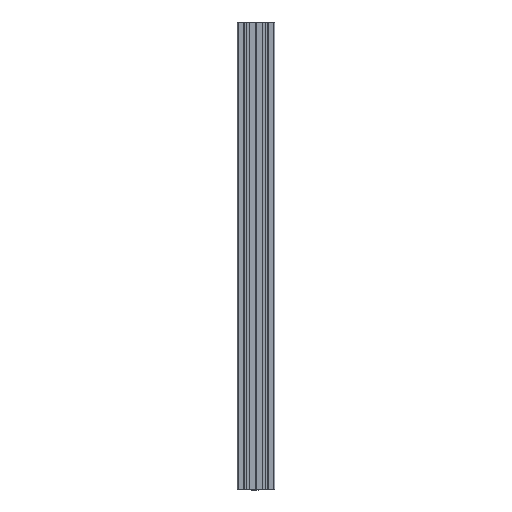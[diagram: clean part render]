
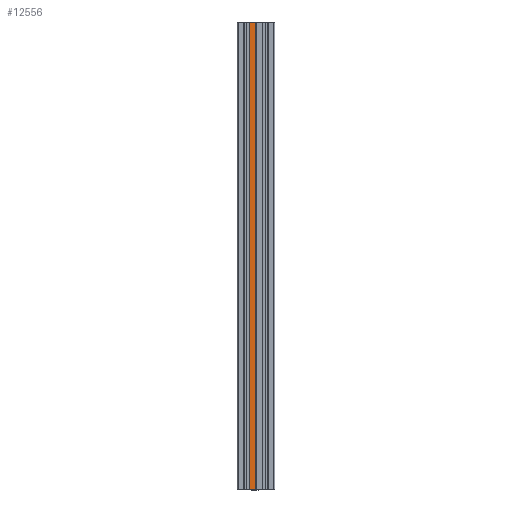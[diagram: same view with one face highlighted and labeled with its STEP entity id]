
A CAD part, front view. The second image highlights one B-rep face of the part: STEP entity #12556.
In plain terms, the highlighted planar face has unit normal (0, -1, 0).
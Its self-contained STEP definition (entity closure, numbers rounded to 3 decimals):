
#317 = VERTEX_POINT ( 'NONE', #5466 ) ;
#475 = DIRECTION ( 'NONE',  ( -1., 0., 0. ) ) ;
#490 = CARTESIAN_POINT ( 'NONE',  ( 19.75, -20., 0. ) ) ;
#582 = DIRECTION ( 'NONE',  ( 0., -1., 0. ) ) ;
#1422 = ORIENTED_EDGE ( 'NONE', *, *, #22784, .T. ) ;
#1615 = VECTOR ( 'NONE', #16236, 1000. ) ;
#2920 = FACE_OUTER_BOUND ( 'NONE', #3651, .T. ) ;
#3651 = EDGE_LOOP ( 'NONE', ( #1422, #9189, #19098, #19258 ) ) ;
#4245 = VERTEX_POINT ( 'NONE', #22971 ) ;
#5466 = CARTESIAN_POINT ( 'NONE',  ( 6.325, -20., 0. ) ) ;
#6196 = VECTOR ( 'NONE', #6309, 1000. ) ;
#6309 = DIRECTION ( 'NONE',  ( 0., 0., 1. ) ) ;
#6530 = AXIS2_PLACEMENT_3D ( 'NONE', #8365, #582, #6804 ) ;
#6804 = DIRECTION ( 'NONE',  ( -1., 0., 0. ) ) ;
#8365 = CARTESIAN_POINT ( 'NONE',  ( 5.1, -20., -1028.284 ) ) ;
#8487 = PLANE ( 'NONE',  #6530 ) ;
#9019 = VERTEX_POINT ( 'NONE', #21641 ) ;
#9189 = ORIENTED_EDGE ( 'NONE', *, *, #10543, .T. ) ;
#10196 = CARTESIAN_POINT ( 'NONE',  ( 6.325, -20., 0. ) ) ;
#10543 = EDGE_CURVE ( 'NONE', #12035, #317, #23178, .T. ) ;
#10700 = LINE ( 'NONE', #18230, #13146 ) ;
#12035 = VERTEX_POINT ( 'NONE', #490 ) ;
#12556 = ADVANCED_FACE ( 'NONE', ( #2920 ), #8487, .T. ) ;
#13146 = VECTOR ( 'NONE', #475, 1000. ) ;
#15637 = VECTOR ( 'NONE', #22791, 1000. ) ;
#15640 = LINE ( 'NONE', #10196, #6196 ) ;
#16236 = DIRECTION ( 'NONE',  ( 0., 0., 1. ) ) ;
#18230 = CARTESIAN_POINT ( 'NONE',  ( 5.1, -20., -1000. ) ) ;
#19098 = ORIENTED_EDGE ( 'NONE', *, *, #23529, .F. ) ;
#19258 = ORIENTED_EDGE ( 'NONE', *, *, #22418, .F. ) ;
#21229 = CARTESIAN_POINT ( 'NONE',  ( 5.1, -20., 0. ) ) ;
#21641 = CARTESIAN_POINT ( 'NONE',  ( 19.75, -20., -1000. ) ) ;
#22418 = EDGE_CURVE ( 'NONE', #9019, #4245, #10700, .T. ) ;
#22784 = EDGE_CURVE ( 'NONE', #9019, #12035, #24517, .T. ) ;
#22791 = DIRECTION ( 'NONE',  ( -1., 0., 0. ) ) ;
#22971 = CARTESIAN_POINT ( 'NONE',  ( 6.325, -20., -1000. ) ) ;
#23178 = LINE ( 'NONE', #21229, #15637 ) ;
#23529 = EDGE_CURVE ( 'NONE', #4245, #317, #15640, .T. ) ;
#24021 = CARTESIAN_POINT ( 'NONE',  ( 19.75, -20., -1028.284 ) ) ;
#24517 = LINE ( 'NONE', #24021, #1615 ) ;
